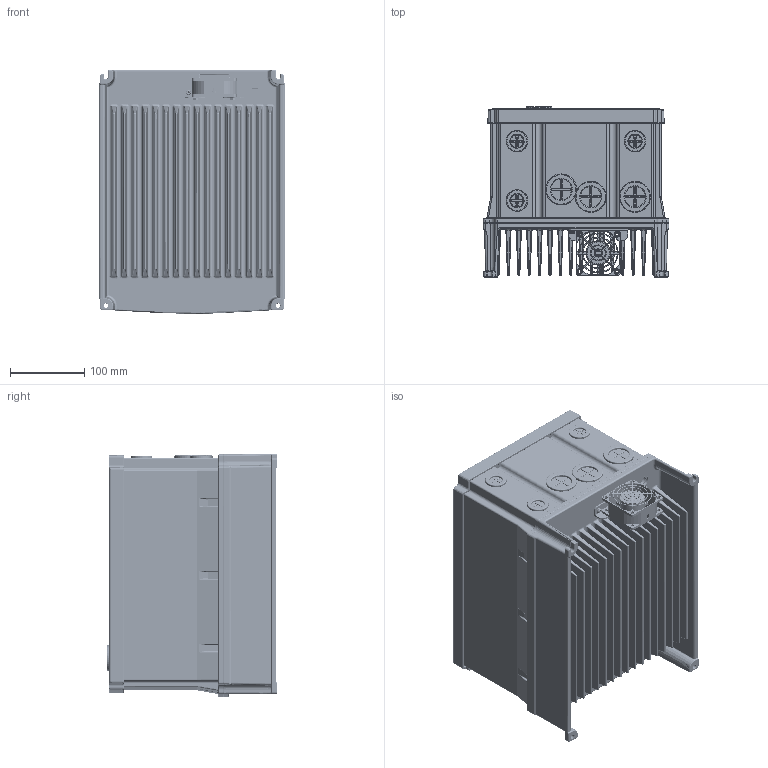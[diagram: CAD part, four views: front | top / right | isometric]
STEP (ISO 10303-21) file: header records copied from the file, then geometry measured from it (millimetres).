
FILE_DESCRIPTION (( 'STEP AP214' ), '1' );
FILE_NAME ('total_075_v2_assy_asm red surfs r1 red 3 combined from NON PDS 3F Ext Comb 1 w PLUGS No Knob cmb with NONPDS Knob 1.STEP', '2021-03-10T23:35:03', ( '' ), ( '' ), 'SwSTEP 2.0', 'SolidWorks 2017', '' );
FILE_SCHEMA (( 'AUTOMOTIVE_DESIGN' ));
Length unit declared in the file: millimetre
Products named in the file (1): total_075_v2_assy_asm red surfs  r1 red 3 combined from NON PDS 3F Ext Comb 1 w PLUGS No Knob cmb with NONPDS Knob 1
Bounding box: 250 x 230.1 x 327.88 mm (x, y, z)
Volume: 11236887.3 mm3; surface area: 1283063.3 mm2
Topology: 13 solids, 26 shells, 4225 faces, 10405 edges, 6385 vertices
Faces by surface type: cylinder 1540, plane 1220, torus 662, bspline 453, cone 267, sphere 83
Entity records: 178706 total; most frequent: CARTESIAN_POINT 83938, ORIENTED_EDGE 20774, DIRECTION 18525, EDGE_CURVE 10387, AXIS2_PLACEMENT_3D 7129, VERTEX_POINT 6381, EDGE_LOOP 4548, LINE 4267
